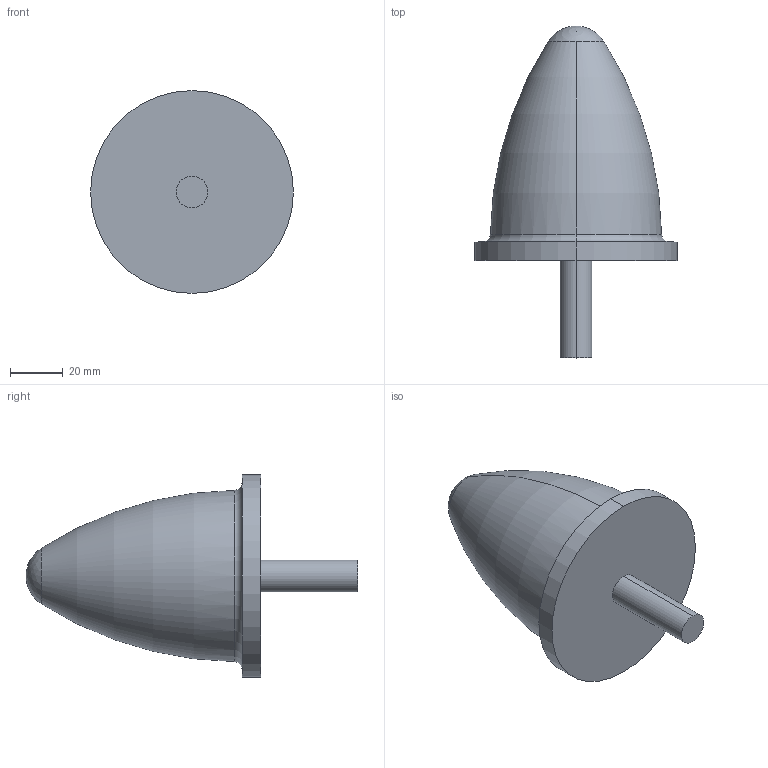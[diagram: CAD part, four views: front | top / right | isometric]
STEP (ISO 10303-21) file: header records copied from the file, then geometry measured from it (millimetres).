
FILE_DESCRIPTION (( 'STEP AP214' ), '1' );
FILE_NAME ('058498_Parabelfeder_Schwingmetall_ContiTech.STEP', '2012-03-30T06:19:57', ( 'Continental AG' ), ( 'Continental AG' ), 'SwSTEP 2.0', 'SolidWorks 2010', '' );
FILE_SCHEMA (( 'AUTOMOTIVE_DESIGN' ));
Length unit declared in the file: millimetre
Products named in the file (1): 058498_Parabelfeder_Schwingmetall_ContiTech
Bounding box: 77 x 126 x 77 mm (x, y, z)
Volume: 204205.2 mm3; surface area: 22008.5 mm2
Topology: 1 solids, 1 shells, 12 faces, 24 edges, 15 vertices
Faces by surface type: torus 4, cylinder 4, plane 3, sphere 1
Entity records: 474 total; most frequent: DIRECTION 66, CARTESIAN_POINT 49, ORIENTED_EDGE 44, AXIS2_PLACEMENT_3D 31, EDGE_CURVE 22, CIRCLE 18, UNCERTAINTY_MEASURE_WITH_UNIT 15, PRESENTATION_LAYER_ASSIGNMENT 14
